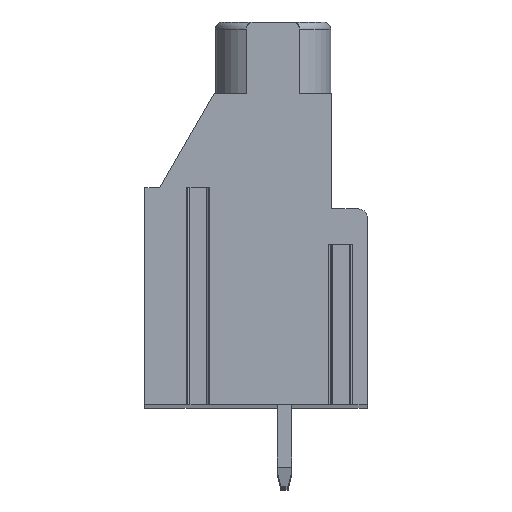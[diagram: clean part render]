
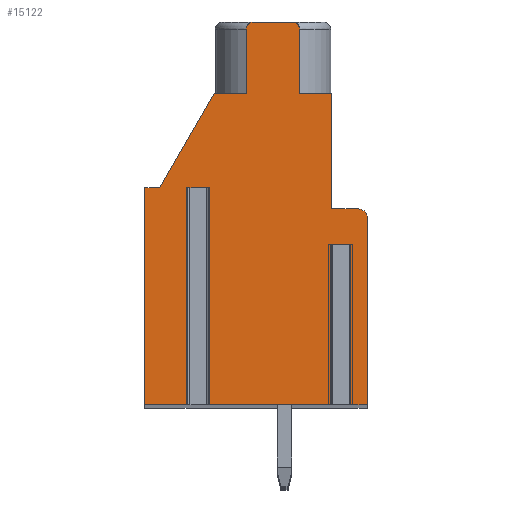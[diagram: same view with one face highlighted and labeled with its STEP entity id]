
A CAD part, top view. The second image highlights one B-rep face of the part: STEP entity #15122.
In plain terms, the highlighted planar face has unit normal (0, 0, 1).
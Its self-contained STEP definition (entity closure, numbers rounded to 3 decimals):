
#65=DIRECTION('',(-1.,0.,0.));
#66=VECTOR('',#65,1.146);
#67=CARTESIAN_POINT('',(-2.127,1.2,111.125));
#68=LINE('',#67,#66);
#69=DIRECTION('',(0.,-1.,0.));
#70=VECTOR('',#69,12.2);
#71=CARTESIAN_POINT('',(-3.273,1.2,111.125));
#72=LINE('',#71,#70);
#73=DIRECTION('',(1.,0.,0.));
#74=VECTOR('',#73,2.427);
#75=CARTESIAN_POINT('',(-5.7,-11.,111.125));
#76=LINE('',#75,#74);
#77=DIRECTION('',(0.,-1.,0.));
#78=VECTOR('',#77,12.2);
#79=CARTESIAN_POINT('',(-5.7,1.2,111.125));
#80=LINE('',#79,#78);
#81=DIRECTION('',(-1.,0.,0.));
#82=VECTOR('',#81,0.84);
#83=CARTESIAN_POINT('',(-4.86,1.2,111.125));
#84=LINE('',#83,#82);
#85=DIRECTION('',(-0.5,-0.866,0.));
#86=VECTOR('',#85,6.12);
#87=CARTESIAN_POINT('',(-1.8,6.5,111.125));
#88=LINE('',#87,#86);
#89=DIRECTION('',(-1.,0.,0.));
#90=VECTOR('',#89,1.8);
#91=CARTESIAN_POINT('',(0.,6.5,111.125));
#92=LINE('',#91,#90);
#93=DIRECTION('',(0.,-1.,0.));
#94=VECTOR('',#93,3.6);
#95=CARTESIAN_POINT('',(0.,10.1,111.125));
#96=LINE('',#95,#94);
#97=CARTESIAN_POINT('',(0.4,10.1,111.125));
#98=DIRECTION('',(0.,0.,1.));
#99=DIRECTION('',(0.,1.,0.));
#100=AXIS2_PLACEMENT_3D('',#97,#98,#99);
#102=DIRECTION('',(-1.,0.,0.));
#103=VECTOR('',#102,2.2);
#104=CARTESIAN_POINT('',(2.6,10.5,111.125));
#105=LINE('',#104,#103);
#106=CARTESIAN_POINT('',(2.6,10.1,111.125));
#107=DIRECTION('',(0.,0.,1.));
#108=DIRECTION('',(1.,0.,0.));
#109=AXIS2_PLACEMENT_3D('',#106,#107,#108);
#111=DIRECTION('',(0.,1.,0.));
#112=VECTOR('',#111,3.6);
#113=CARTESIAN_POINT('',(3.,6.5,111.125));
#114=LINE('',#113,#112);
#115=DIRECTION('',(-1.,0.,0.));
#116=VECTOR('',#115,1.8);
#117=CARTESIAN_POINT('',(4.8,6.5,111.125));
#118=LINE('',#117,#116);
#119=DIRECTION('',(0.,1.,0.));
#120=VECTOR('',#119,6.5);
#121=CARTESIAN_POINT('',(4.8,0.,111.125));
#122=LINE('',#121,#120);
#123=DIRECTION('',(-1.,0.,0.));
#124=VECTOR('',#123,1.5);
#125=CARTESIAN_POINT('',(6.3,0.,111.125));
#126=LINE('',#125,#124);
#127=CARTESIAN_POINT('',(6.3,-0.5,111.125));
#128=DIRECTION('',(0.,0.,1.));
#129=DIRECTION('',(1.,0.,0.));
#130=AXIS2_PLACEMENT_3D('',#127,#128,#129);
#132=DIRECTION('',(0.,1.,0.));
#133=VECTOR('',#132,10.5);
#134=CARTESIAN_POINT('',(6.8,-11.,111.125));
#135=LINE('',#134,#133);
#136=DIRECTION('',(1.,0.,0.));
#137=VECTOR('',#136,0.925);
#138=CARTESIAN_POINT('',(5.875,-11.,111.125));
#139=LINE('',#138,#137);
#140=DIRECTION('',(0.,-1.,0.));
#141=VECTOR('',#140,9.);
#142=CARTESIAN_POINT('',(5.875,-2.,111.125));
#143=LINE('',#142,#141);
#144=DIRECTION('',(-1.,0.,0.));
#145=VECTOR('',#144,1.146);
#146=CARTESIAN_POINT('',(5.875,-2.,111.125));
#147=LINE('',#146,#145);
#148=DIRECTION('',(0.,-1.,0.));
#149=VECTOR('',#148,9.);
#150=CARTESIAN_POINT('',(4.728,-2.,111.125));
#151=LINE('',#150,#149);
#152=DIRECTION('',(1.,0.,0.));
#153=VECTOR('',#152,6.855);
#154=CARTESIAN_POINT('',(-2.127,-11.,111.125));
#155=LINE('',#154,#153);
#156=DIRECTION('',(0.,-1.,0.));
#157=VECTOR('',#156,12.2);
#158=CARTESIAN_POINT('',(-2.127,1.2,111.125));
#159=LINE('',#158,#157);
#11771=CARTESIAN_POINT('',(6.8,-11.,111.125));
#11772=CARTESIAN_POINT('',(6.8,-0.5,111.125));
#11773=VERTEX_POINT('',#11771);
#11774=VERTEX_POINT('',#11772);
#11775=CARTESIAN_POINT('',(6.3,0.,111.125));
#11776=VERTEX_POINT('',#11775);
#11777=CARTESIAN_POINT('',(4.8,0.,111.125));
#11778=VERTEX_POINT('',#11777);
#11779=CARTESIAN_POINT('',(4.8,6.5,111.125));
#11780=VERTEX_POINT('',#11779);
#11781=CARTESIAN_POINT('',(3.,6.5,111.125));
#11782=VERTEX_POINT('',#11781);
#11783=CARTESIAN_POINT('',(3.,10.1,111.125));
#11784=VERTEX_POINT('',#11783);
#11785=CARTESIAN_POINT('',(2.6,10.5,111.125));
#11786=VERTEX_POINT('',#11785);
#11787=CARTESIAN_POINT('',(0.4,10.5,111.125));
#11788=VERTEX_POINT('',#11787);
#11789=CARTESIAN_POINT('',(0.,10.1,111.125));
#11790=VERTEX_POINT('',#11789);
#11791=CARTESIAN_POINT('',(0.,6.5,111.125));
#11792=VERTEX_POINT('',#11791);
#11793=CARTESIAN_POINT('',(-1.8,6.5,111.125));
#11794=VERTEX_POINT('',#11793);
#11795=CARTESIAN_POINT('',(-4.86,1.2,111.125));
#11796=VERTEX_POINT('',#11795);
#11797=CARTESIAN_POINT('',(-5.7,1.2,111.125));
#11798=VERTEX_POINT('',#11797);
#11799=CARTESIAN_POINT('',(-5.7,-11.,111.125));
#11800=VERTEX_POINT('',#11799);
#11957=CARTESIAN_POINT('',(5.875,-2.,111.125));
#11958=CARTESIAN_POINT('',(4.728,-2.,111.125));
#11959=VERTEX_POINT('',#11957);
#11960=VERTEX_POINT('',#11958);
#11961=CARTESIAN_POINT('',(5.875,-11.,111.125));
#11962=VERTEX_POINT('',#11961);
#11963=CARTESIAN_POINT('',(4.728,-11.,111.125));
#11964=VERTEX_POINT('',#11963);
#11989=CARTESIAN_POINT('',(-2.127,1.2,111.125));
#11990=CARTESIAN_POINT('',(-3.273,1.2,111.125));
#11991=VERTEX_POINT('',#11989);
#11992=VERTEX_POINT('',#11990);
#11993=CARTESIAN_POINT('',(-2.127,-11.,111.125));
#11994=VERTEX_POINT('',#11993);
#11995=CARTESIAN_POINT('',(-3.273,-11.,111.125));
#11996=VERTEX_POINT('',#11995);
#15069=CARTESIAN_POINT('',(0.,0.,111.125));
#15070=DIRECTION('',(0.,0.,1.));
#15071=DIRECTION('',(1.,0.,0.));
#15072=AXIS2_PLACEMENT_3D('',#15069,#15070,#15071);
#15073=PLANE('',#15072);
#15075=ORIENTED_EDGE('',*,*,#15074,.T.);
#15077=ORIENTED_EDGE('',*,*,#15076,.T.);
#15079=ORIENTED_EDGE('',*,*,#15078,.F.);
#15081=ORIENTED_EDGE('',*,*,#15080,.F.);
#15083=ORIENTED_EDGE('',*,*,#15082,.F.);
#15085=ORIENTED_EDGE('',*,*,#15084,.F.);
#15087=ORIENTED_EDGE('',*,*,#15086,.F.);
#15089=ORIENTED_EDGE('',*,*,#15088,.F.);
#15091=ORIENTED_EDGE('',*,*,#15090,.F.);
#15093=ORIENTED_EDGE('',*,*,#15092,.F.);
#15095=ORIENTED_EDGE('',*,*,#15094,.F.);
#15097=ORIENTED_EDGE('',*,*,#15096,.F.);
#15099=ORIENTED_EDGE('',*,*,#15098,.F.);
#15101=ORIENTED_EDGE('',*,*,#15100,.F.);
#15103=ORIENTED_EDGE('',*,*,#15102,.F.);
#15105=ORIENTED_EDGE('',*,*,#15104,.F.);
#15107=ORIENTED_EDGE('',*,*,#15106,.F.);
#15109=ORIENTED_EDGE('',*,*,#15108,.F.);
#15111=ORIENTED_EDGE('',*,*,#15110,.F.);
#15113=ORIENTED_EDGE('',*,*,#15112,.T.);
#15115=ORIENTED_EDGE('',*,*,#15114,.T.);
#15117=ORIENTED_EDGE('',*,*,#15116,.F.);
#15119=ORIENTED_EDGE('',*,*,#15118,.F.);
#15120=EDGE_LOOP('',(#15075,#15077,#15079,#15081,#15083,#15085,#15087,#15089,
#15091,#15093,#15095,#15097,#15099,#15101,#15103,#15105,#15107,#15109,#15111,
#15113,#15115,#15117,#15119));
#15121=FACE_OUTER_BOUND('',#15120,.F.);
#101=CIRCLE('',#100,0.4);
#110=CIRCLE('',#109,0.4);
#131=CIRCLE('',#130,0.5);
#15074=EDGE_CURVE('',#11991,#11992,#68,.T.);
#15076=EDGE_CURVE('',#11992,#11996,#72,.T.);
#15078=EDGE_CURVE('',#11800,#11996,#76,.T.);
#15080=EDGE_CURVE('',#11798,#11800,#80,.T.);
#15082=EDGE_CURVE('',#11796,#11798,#84,.T.);
#15084=EDGE_CURVE('',#11794,#11796,#88,.T.);
#15086=EDGE_CURVE('',#11792,#11794,#92,.T.);
#15088=EDGE_CURVE('',#11790,#11792,#96,.T.);
#15090=EDGE_CURVE('',#11788,#11790,#101,.T.);
#15092=EDGE_CURVE('',#11786,#11788,#105,.T.);
#15094=EDGE_CURVE('',#11784,#11786,#110,.T.);
#15096=EDGE_CURVE('',#11782,#11784,#114,.T.);
#15098=EDGE_CURVE('',#11780,#11782,#118,.T.);
#15100=EDGE_CURVE('',#11778,#11780,#122,.T.);
#15102=EDGE_CURVE('',#11776,#11778,#126,.T.);
#15104=EDGE_CURVE('',#11774,#11776,#131,.T.);
#15106=EDGE_CURVE('',#11773,#11774,#135,.T.);
#15108=EDGE_CURVE('',#11962,#11773,#139,.T.);
#15110=EDGE_CURVE('',#11959,#11962,#143,.T.);
#15112=EDGE_CURVE('',#11959,#11960,#147,.T.);
#15114=EDGE_CURVE('',#11960,#11964,#151,.T.);
#15116=EDGE_CURVE('',#11994,#11964,#155,.T.);
#15118=EDGE_CURVE('',#11991,#11994,#159,.T.);
#15122=ADVANCED_FACE('',(#15121),#15073,.T.);
